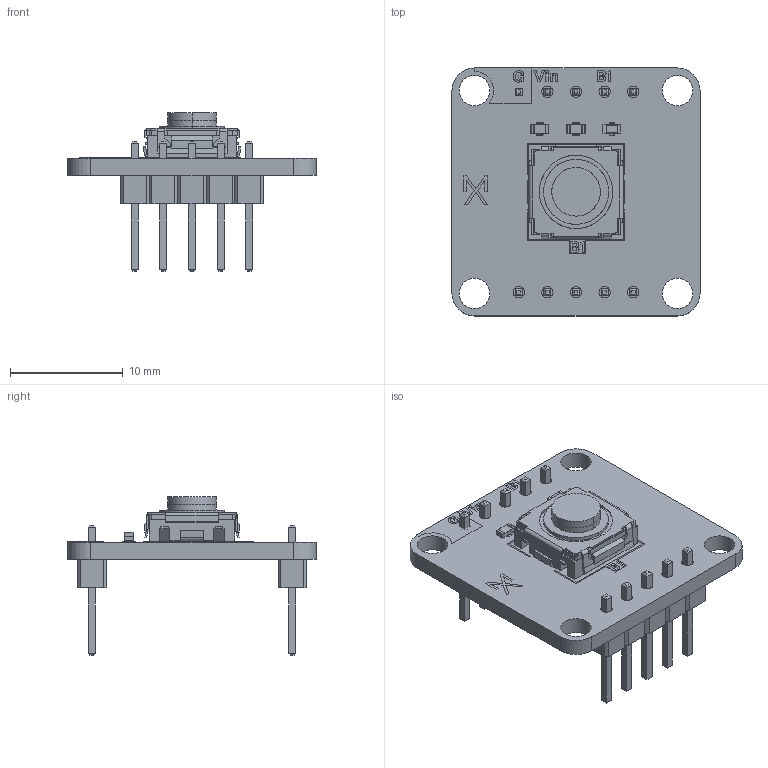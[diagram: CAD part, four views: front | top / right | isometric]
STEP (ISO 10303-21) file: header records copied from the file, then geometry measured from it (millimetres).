
FILE_DESCRIPTION(('KiCad electronic assembly'),'2;1');
FILE_NAME('AX22_0007.step','2025-12-05T16:01:47',('Pcbnew'),('Kicad'), 'Open CASCADE STEP processor 7.8','KiCad to STEP converter','Unknown' );
FILE_SCHEMA(('AUTOMOTIVE_DESIGN { 1 0 10303 214 1 1 1 1 }'));
Length unit declared in the file: millimetre
Products named in the file (7): AX22_0007 1; SKSTAAE010; PinHeader_1x05_P2.54mm_Vertical; R_0603_1608Metric; C_0603_1608Metric; AX22_Push Button_silkscreen; AX22_Push Button_PCB
Assembly tree (8 placements, depth 2):
  AX22_0007 1
    SKSTAAE010
    PinHeader_1x05_P2.54mm_Vertical  x2
    R_0603_1608Metric  x2
    C_0603_1608Metric
    AX22_Push Button_silkscreen
    AX22_Push Button_PCB
Bounding box: 22 x 22 x 14.09 mm (x, y, z)
Volume: 1055.3 mm3; surface area: 1994.4 mm2
Topology: 7 solids, 59 shells, 622 faces, 2760 edges, 2221 vertices
Faces by surface type: plane 539, cylinder 83
Full cylindrical faces by diameter (mm): 1 x10, 2.7 x4
Entity records: 27663 total; most frequent: CARTESIAN_POINT 5689, ORIENTED_EDGE 3531, DIRECTION 3494, EDGE_CURVE 2396, LINE 2026, VECTOR 2026, VERTEX_POINT 1993, AXIS2_PLACEMENT_3D 734
